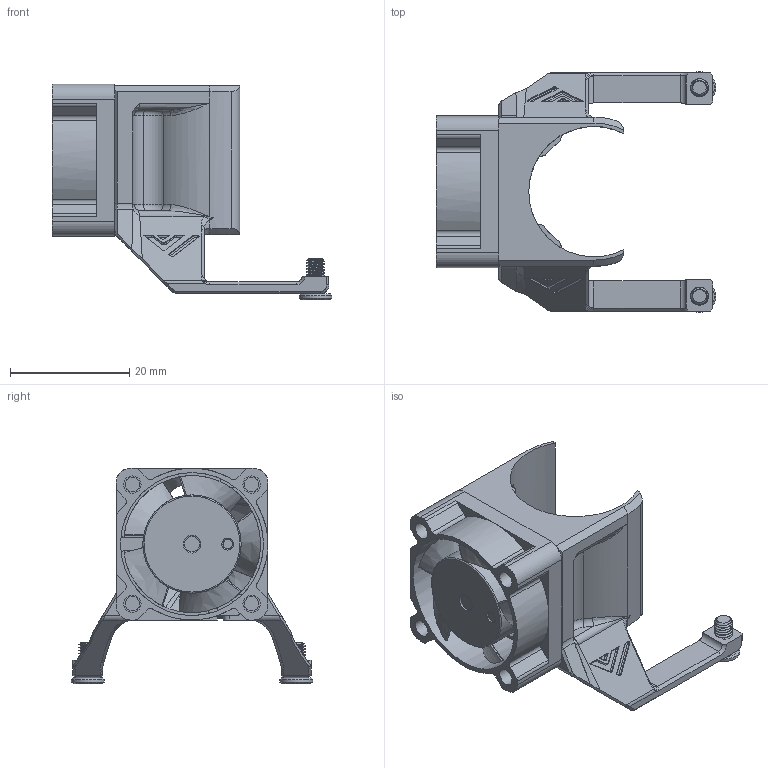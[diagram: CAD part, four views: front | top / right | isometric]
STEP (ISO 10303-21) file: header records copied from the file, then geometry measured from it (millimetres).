
FILE_DESCRIPTION(/* description */ (''),/* implementation_level */ '2;1');
FILE_NAME(/* name */ 'Dragon 2510 fan duct.step',/* time_stamp */ '2022-09-11T14:43:17-04:00',/* author */ (''),/* organization */ (''),/* preprocessor_version */ 'ST-DEVELOPER v19',/* originating_system */ 'Autodesk Translation Framework v11.7.0.108',/* authorisation */ '');
FILE_SCHEMA (('AUTOMOTIVE_DESIGN { 1 0 10303 214 3 1 1 }'));
Length unit declared in the file: millimetre
Products named in the file (5): 2510 support; 2510 fan v1; Body; Blades; M3 6mm Flat Head Ultra Low profile
Assembly tree (5 placements, depth 3):
  2510 support
    2510 fan v1
      Body
      Blades
    M3 6mm Flat Head Ultra Low profile  x2
Bounding box: 46.97 x 40.5 x 36.22 mm (x, y, z)
Volume: 6786.9 mm3; surface area: 9734.2 mm2
Topology: 5 solids, 5 shells, 583 faces, 1503 edges, 936 vertices
Faces by surface type: cylinder 206, plane 178, bspline 132, cone 46, torus 21
Full cylindrical faces by diameter (mm): 2.35 x18, 2.4 x4, 2.529 x2, 2.9 x4, 3 x22, 5.5 x2, 15.5 x1, 16.5 x1, 24 x1
Entity records: 22867 total; most frequent: CARTESIAN_POINT 10418, ORIENTED_EDGE 2740, DIRECTION 2309, EDGE_CURVE 1370, VERTEX_POINT 859, AXIS2_PLACEMENT_3D 838, LINE 633, VECTOR 633
